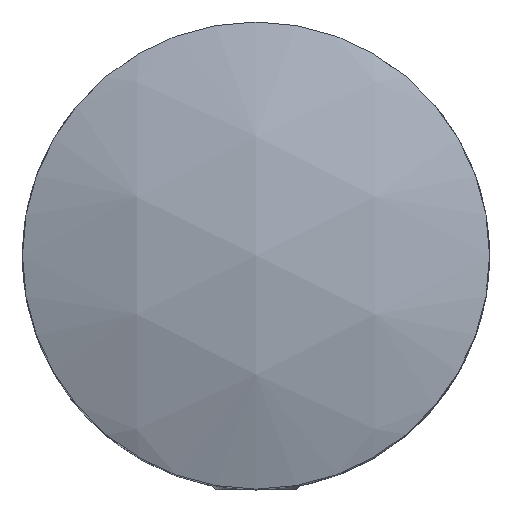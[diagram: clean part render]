
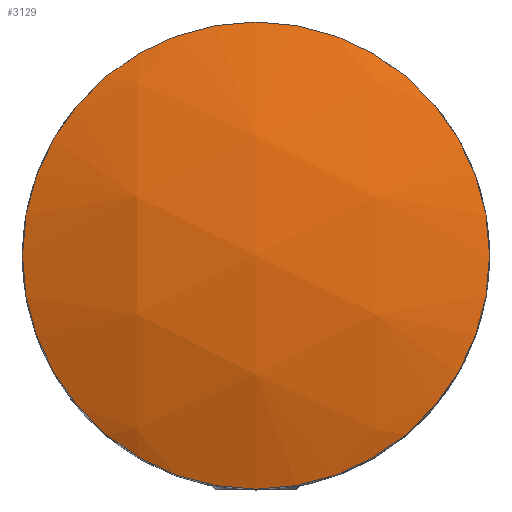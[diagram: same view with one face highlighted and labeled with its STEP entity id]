
A CAD part, top view. The second image highlights one B-rep face of the part: STEP entity #3129.
In plain terms, the highlighted spherical face has radius 28 mm.
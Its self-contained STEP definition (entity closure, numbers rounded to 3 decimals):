
#1637 = FACE_OUTER_BOUND ( 'NONE', #15422, .T. ) ;
#2729 = SPHERICAL_SURFACE ( 'NONE', #19736, 28. ) ;
#2912 = DIRECTION ( 'NONE',  ( 0., 1., 0. ) ) ;
#3129 = ADVANCED_FACE ( 'NONE', ( #1637 ), #2729, .T. ) ;
#4128 = AXIS2_PLACEMENT_3D ( 'NONE', #5832, #5976, #20982 ) ;
#4518 = DIRECTION ( 'NONE',  ( -1., 0., 0. ) ) ;
#5832 = CARTESIAN_POINT ( 'NONE',  ( 0., 0., 23.749 ) ) ;
#5976 = DIRECTION ( 'NONE',  ( 0., 0., 1. ) ) ;
#7464 = CIRCLE ( 'NONE', #4128, 11. ) ;
#11635 = EDGE_CURVE ( 'NONE', #18081, #18081, #7464, .T. ) ;
#14166 = ORIENTED_EDGE ( 'NONE', *, *, #11635, .T. ) ;
#14584 = CARTESIAN_POINT ( 'NONE',  ( 0., 0., -2. ) ) ;
#15422 = EDGE_LOOP ( 'NONE', ( #14166 ) ) ;
#18081 = VERTEX_POINT ( 'NONE', #19225 ) ;
#19225 = CARTESIAN_POINT ( 'NONE',  ( 11., 0., 23.749 ) ) ;
#19736 = AXIS2_PLACEMENT_3D ( 'NONE', #14584, #4518, #2912 ) ;
#20982 = DIRECTION ( 'NONE',  ( 1., 0., 0. ) ) ;
